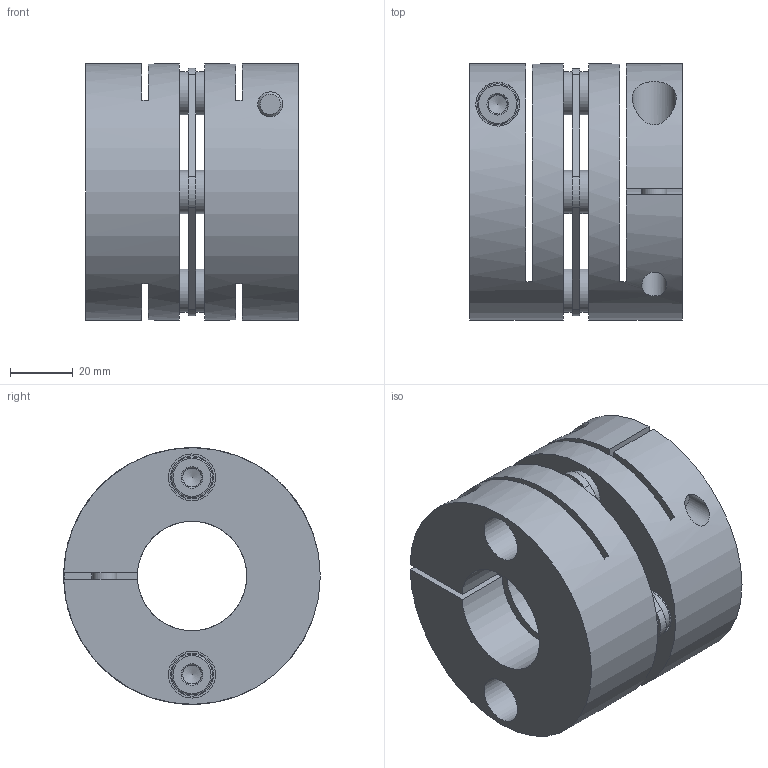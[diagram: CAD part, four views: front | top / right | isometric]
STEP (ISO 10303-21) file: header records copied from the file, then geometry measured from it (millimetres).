
FILE_DESCRIPTION(/* description */ ('SFC-SA2-'),/* implementation_level */ '2;1');
FILE_NAME(/* name */ 'noi truc.stp',/* time_stamp */ '2023-09-10T11:07:43+07:00',/* author */ ('ACER'),/* organization */ ('MIKI_PULLEY'),/* preprocessor_version */ 'ST-DEVELOPER v19',/* originating_system */ 'Autodesk Inventor 2023',/* authorisation */ '');
FILE_SCHEMA (('AUTOMOTIVE_DESIGN { 1 0 10303 214 3 1 1 }'));
Length unit declared in the file: millimetre
Products named in the file (1): SFC-080SA2-35B-35B
Bounding box: 68 x 82 x 82 mm (x, y, z)
Volume: 230914.1 mm3; surface area: 67237.4 mm2
Topology: 1 solids, 1 shells, 165 faces, 432 edges, 285 vertices
Faces by surface type: plane 107, cylinder 38, cone 14, torus 6
Full cylindrical faces by diameter (mm): 8 x4, 13 x6, 13.8 x8, 14 x2, 15 x7, 35 x2, 38 x1, 82 x2
Entity records: 5238 total; most frequent: CARTESIAN_POINT 1173, ORIENTED_EDGE 852, DIRECTION 825, EDGE_CURVE 426, AXIS2_PLACEMENT_3D 313, VERTEX_POINT 285, EDGE_LOOP 217, LINE 199
